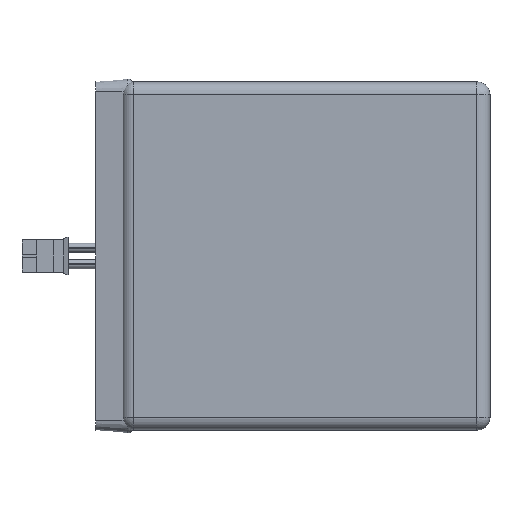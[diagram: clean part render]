
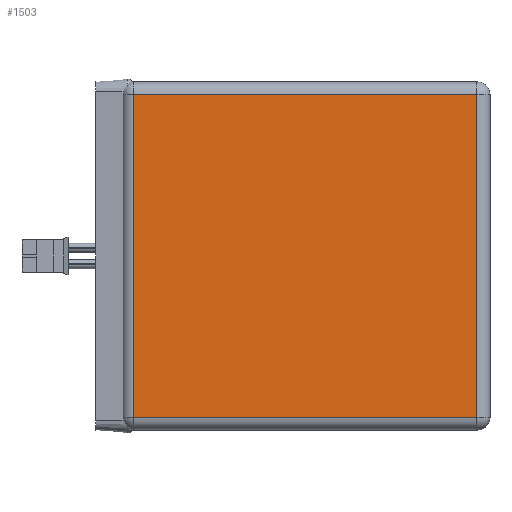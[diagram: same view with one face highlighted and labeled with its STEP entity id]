
A CAD part, front view. The second image highlights one B-rep face of the part: STEP entity #1503.
In plain terms, the highlighted planar face has unit normal (0, -1, 0).
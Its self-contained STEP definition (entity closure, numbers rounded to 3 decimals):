
#35=PLANE('',#1644);
#102=LINE('',#2266,#267);
#106=LINE('',#2279,#271);
#108=LINE('',#2282,#273);
#114=LINE('',#2291,#279);
#267=VECTOR('',#1817,10.);
#271=VECTOR('',#1833,10.);
#273=VECTOR('',#1837,10.);
#279=VECTOR('',#1849,10.);
#470=FACE_OUTER_BOUND('',#567,.T.);
#567=EDGE_LOOP('',(#1123,#1124,#1125,#1126));
#704=VERTEX_POINT('',#2230);
#707=VERTEX_POINT('',#2240);
#713=VERTEX_POINT('',#2257);
#716=VERTEX_POINT('',#2270);
#855=EDGE_CURVE('',#704,#713,#102,.T.);
#862=EDGE_CURVE('',#713,#716,#106,.T.);
#864=EDGE_CURVE('',#716,#707,#108,.T.);
#870=EDGE_CURVE('',#707,#704,#114,.T.);
#1123=ORIENTED_EDGE('',*,*,#855,.F.);
#1124=ORIENTED_EDGE('',*,*,#870,.F.);
#1125=ORIENTED_EDGE('',*,*,#864,.F.);
#1126=ORIENTED_EDGE('',*,*,#862,.F.);
#1503=ADVANCED_FACE('',(#470),#35,.T.);
#1644=AXIS2_PLACEMENT_3D('',#2301,#1863,#1864);
#1817=DIRECTION('',(-1.,0.,0.));
#1833=DIRECTION('',(0.,0.,1.));
#1837=DIRECTION('',(1.,0.,0.));
#1849=DIRECTION('',(0.,0.,-1.));
#1863=DIRECTION('center_axis',(0.,-1.,0.));
#1864=DIRECTION('ref_axis',(0.,0.,-1.));
#2230=CARTESIAN_POINT('',(28.5,-2.69,-24.5));
#2240=CARTESIAN_POINT('',(28.5,-2.69,24.5));
#2257=CARTESIAN_POINT('',(-23.7,-2.69,-24.5));
#2266=CARTESIAN_POINT('',(16.45,-2.69,-24.5));
#2270=CARTESIAN_POINT('',(-23.7,-2.69,24.5));
#2279=CARTESIAN_POINT('',(-23.7,-2.69,-13.25));
#2282=CARTESIAN_POINT('',(-11.65,-2.69,24.5));
#2291=CARTESIAN_POINT('',(28.5,-2.69,13.25));
#2301=CARTESIAN_POINT('Origin',(2.4,-2.69,0.));
